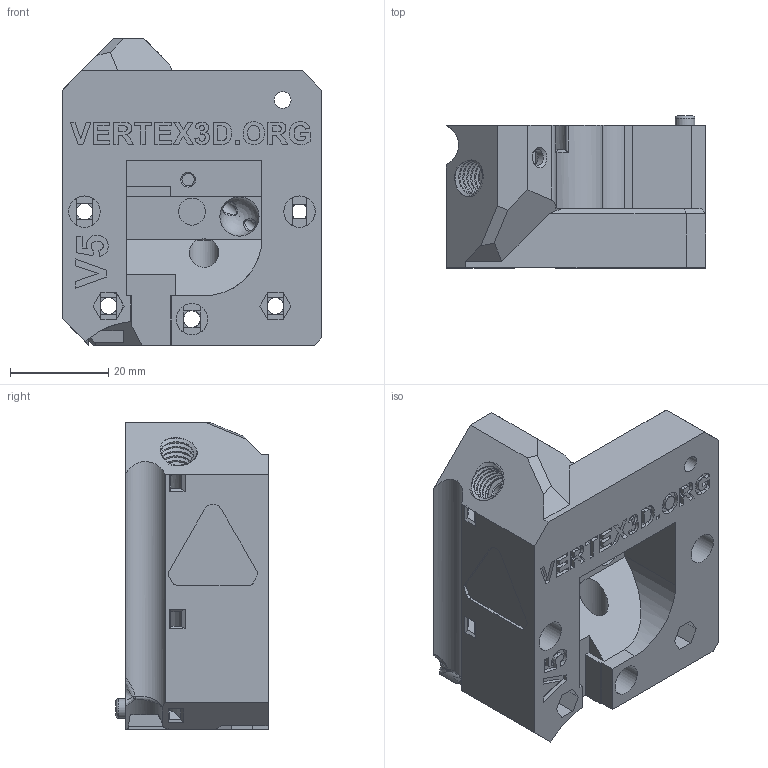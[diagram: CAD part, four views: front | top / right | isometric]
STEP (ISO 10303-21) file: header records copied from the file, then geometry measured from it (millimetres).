
FILE_DESCRIPTION(/* description */ (''),/* implementation_level */ '2;1');
FILE_NAME(/* name */ 'BODY.step',/* time_stamp */ '2021-06-14T02:08:22+02:00',/* author */ (''),/* organization */ (''),/* preprocessor_version */ 'ST-DEVELOPER v18.1',/* originating_system */ 'Autodesk Translation Framework v10.9.0.1377',/* authorisation */ '');
FILE_SCHEMA (('AUTOMOTIVE_DESIGN { 1 0 10303 214 3 1 1 }'));
Length unit declared in the file: millimetre
Products named in the file (1): BODY
Bounding box: 53 x 31 x 62.5 mm (x, y, z)
Volume: 58296.4 mm3; surface area: 18832.1 mm2
Topology: 1 solids, 12 shells, 704 faces, 2008 edges, 1350 vertices
Faces by surface type: plane 415, bspline 176, cylinder 83, torus 15, cone 11, sphere 4
Full cylindrical faces by diameter (mm): 1.9 x1, 2.28 x1, 2.5 x2, 3 x3, 3.05 x1, 3.2 x2, 3.4 x8, 4 x1, 5.1 x1, 5.5 x1, 6 x1, 6.4 x4, 6.779 x5, 8 x1, 8.17 x5, 12 x1
Entity records: 31678 total; most frequent: CARTESIAN_POINT 14530, ORIENTED_EDGE 4010, DIRECTION 2792, EDGE_CURVE 2005, VERTEX_POINT 1352, LINE 1184, VECTOR 1184, AXIS2_PLACEMENT_3D 804
